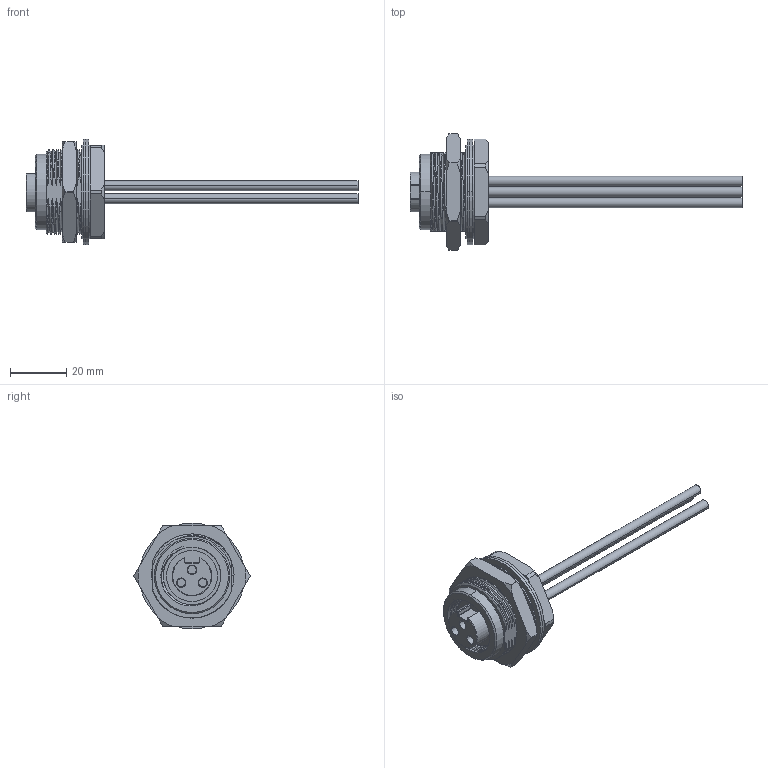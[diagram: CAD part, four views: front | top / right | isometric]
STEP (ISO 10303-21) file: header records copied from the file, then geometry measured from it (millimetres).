
FILE_DESCRIPTION((''),'2;1');
FILE_NAME('FMK31-M-M30_ASM','2019-03-06T',('Dell'),(''),'CREO PARAMETRIC BY PTC INC, 2017020','CREO PARAMETRIC BY PTC INC, 2017020','');
FILE_SCHEMA(('CONFIG_CONTROL_DESIGN'));
Length unit declared in the file: millimetre
Products named in the file (1): FMK31-M-M30_ASM
Bounding box: 118.5 x 41.5 x 37.7 mm (x, y, z)
Volume: 10500.4 mm3; surface area: 15285.1 mm2
Topology: 3 solids, 4 shells, 236 faces, 613 edges, 407 vertices
Faces by surface type: cylinder 108, plane 50, bspline 47, cone 26, torus 3, sphere 2
Entity records: 11324 total; most frequent: CARTESIAN_POINT 5902, ORIENTED_EDGE 1216, DIRECTION 945, EDGE_CURVE 613, VERTEX_POINT 407, AXIS2_PLACEMENT_3D 379, EDGE_LOOP 267, B_SPLINE_CURVE_WITH_KNOTS 237
